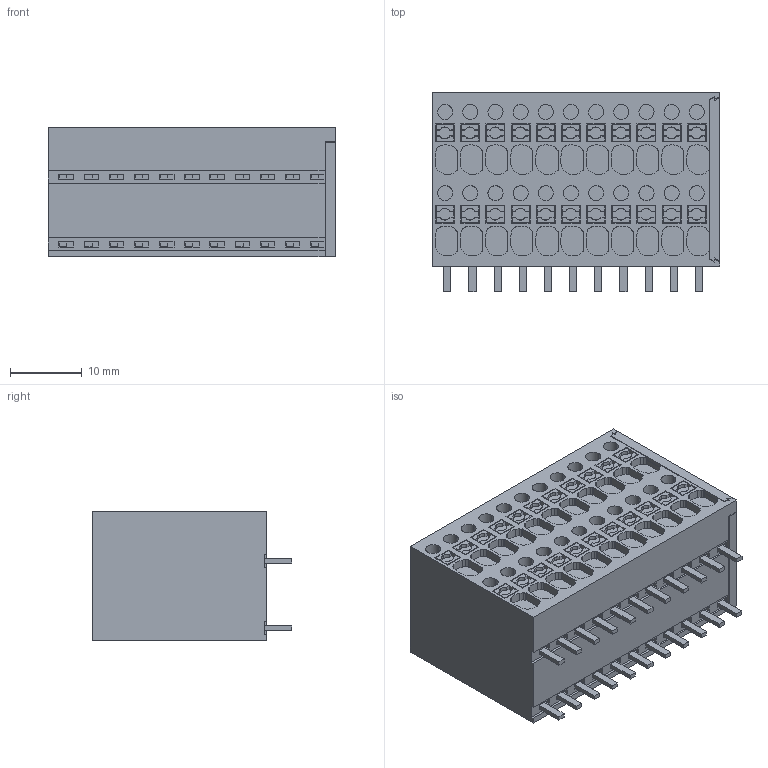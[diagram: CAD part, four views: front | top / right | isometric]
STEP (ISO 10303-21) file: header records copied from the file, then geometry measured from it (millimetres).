
FILE_DESCRIPTION(('CATIA V5R24 STEP','CAx-IF Rec.Pracs.--- Model Styling and Organization---1.2---2011-12-15'),'2;1');
FILE_NAME ('D1461291_0_2001030000_2001030000.stp','2017-04-11T08:48:35+00:00',('none'),('Weidmueller'),'CATIA Version 5-6 Release 2014 SP4 HF52','CATIA V5 STEP AP214','none');
FILE_SCHEMA(('AUTOMOTIVE_DESIGN { 1 0 10303 214 1 1 1 1 }'));
Length unit declared in the file: millimetre
Products named in the file (1): 2001030000_S
Bounding box: 40 x 27.7 x 18 mm (x, y, z)
Volume: 16864.2 mm3; surface area: 6709.4 mm2
Topology: 45 solids, 45 shells, 1068 faces, 2702 edges, 1804 vertices
Faces by surface type: plane 804, cylinder 176, cone 88
Entity records: 32258 total; most frequent: CARTESIAN_POINT 7495, ORIENTED_EDGE 5404, DIRECTION 4010, EDGE_CURVE 2702, VECTOR 2086, LINE 2086, VERTEX_POINT 1804, EDGE_LOOP 1152
